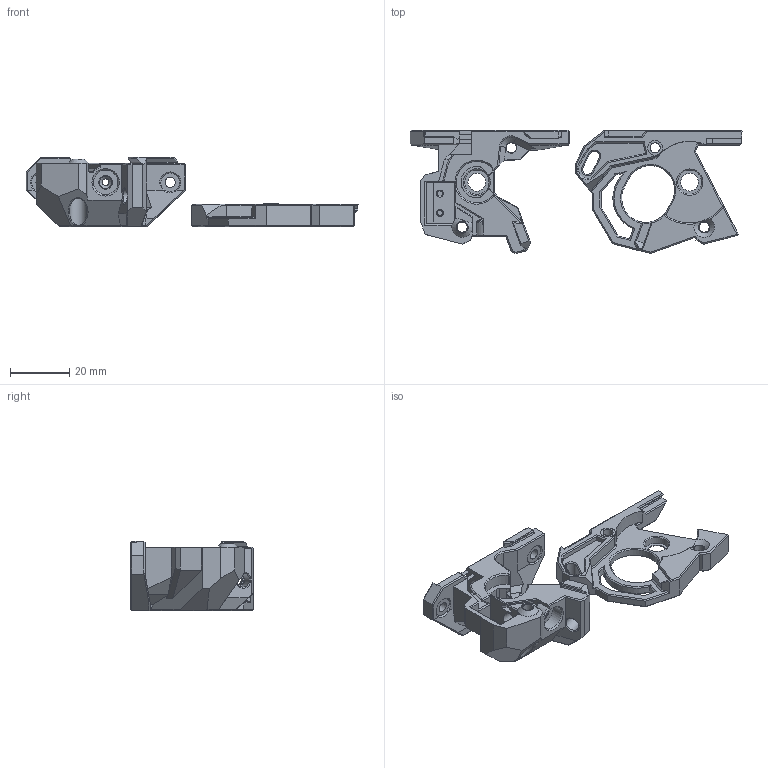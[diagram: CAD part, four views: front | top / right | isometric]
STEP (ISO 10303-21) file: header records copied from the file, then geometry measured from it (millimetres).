
FILE_DESCRIPTION(/* description */ ('STEP AP242','CAx-IF Rec.Pracs.---Representation and Presentation of Product Manufacturing Information (PMI)---4.0---2014-10-13','CAx-IF Rec.Pracs.---3D Tessellated Geometry---0.4---2014-09-14','2;1'),/* implementation_level */ '2;1');
FILE_NAME(/* name */ '67627f6e6da7072e75f54640',/* time_stamp */ '2024-12-18T07:53:19Z',/* author */ (''),/* organization */ (''),/* preprocessor_version */ 'ST-DEVELOPER v20',/* originating_system */ 'ONSHAPE BY PTC INC, 1.191',/* authorisation */ ' ');
FILE_SCHEMA (('AP242_MANAGED_MODEL_BASED_3D_ENGINEERING_MIM_LF { 1 0 10303 442 1 1 4 }'));
Length unit declared in the file: millimetre
Products named in the file (3): A4T - WWBMG - Dual sensor; A4T - WWBMG - Motor_Plate_6T - dual sensor; A4T - WWBMG - Main_Body - dual sensor [Sherpa-Mini spacing]
Assembly tree (2 placements, depth 2):
  A4T - WWBMG - Dual sensor
    A4T - WWBMG - Motor_Plate_6T - dual sensor
    A4T - WWBMG - Main_Body - dual sensor [Sherpa-Mini spacing]
Bounding box: 111.73 x 41.37 x 23.3 mm (x, y, z)
Volume: 21033.1 mm3; surface area: 13440.9 mm2
Topology: 2 solids, 2 shells, 560 faces, 1474 edges, 915 vertices
Faces by surface type: plane 409, cylinder 73, cone 59, bspline 16, sphere 2, torus 1
Full cylindrical faces by diameter (mm): 1.8 x4, 3.4 x7, 4.2 x1, 4.7 x2, 5 x1, 5.9 x1, 6 x2, 6.25 x1, 8.1 x1, 8.2 x2
Entity records: 18916 total; most frequent: CARTESIAN_POINT 5389, ORIENTED_EDGE 2810, DIRECTION 2668, EDGE_CURVE 1405, LINE 1060, VECTOR 1060, VERTEX_POINT 897, AXIS2_PLACEMENT_3D 804
